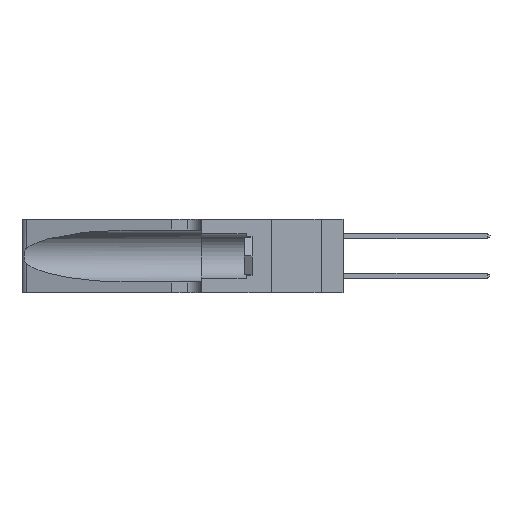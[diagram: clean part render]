
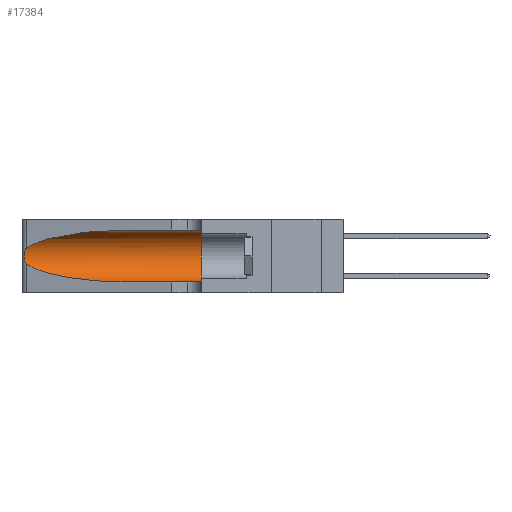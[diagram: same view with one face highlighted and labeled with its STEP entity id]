
A CAD part, left-side view. The second image highlights one B-rep face of the part: STEP entity #17384.
In plain terms, the highlighted cylindrical face has radius 3.308 mm (diameter 6.617 mm), a partial arc.
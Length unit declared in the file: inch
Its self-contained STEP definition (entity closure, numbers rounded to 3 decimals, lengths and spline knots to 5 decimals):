
#591 = AXIS2_PLACEMENT_3D ( 'NONE', #11539, #36962, #23404 ) ;
#915 = EDGE_CURVE ( 'NONE', #35335, #15838, #38245, .T. ) ;
#2262 = CARTESIAN_POINT ( 'NONE',  ( 0.25854, 1.2359, 0.20912 ) ) ;
#2458 = CARTESIAN_POINT ( 'NONE',  ( 0.1305, 1.61858, 0.31525 ) ) ;
#2749 = DIRECTION ( 'NONE',  ( 0., -1., 0. ) ) ;
#3942 = CARTESIAN_POINT ( 'NONE',  ( 0.2373, 1.15595, 0.28018 ) ) ;
#4699 =( BOUNDED_CURVE ( )  B_SPLINE_CURVE ( 3, ( #18034, #21627, #3942, #27728 ),
 .UNSPECIFIED., .F., .F. ) 
 B_SPLINE_CURVE_WITH_KNOTS ( ( 4, 4 ),
 ( 1.5708, 2.84003 ),
 .UNSPECIFIED. ) 
 CURVE ( )  GEOMETRIC_REPRESENTATION_ITEM ( )  RATIONAL_B_SPLINE_CURVE ( ( 1., 0.87, 0.87, 1. ) ) 
 REPRESENTATION_ITEM ( '' )  );
#5702 = CARTESIAN_POINT ( 'NONE',  ( 0.26018, 1.23835, 0.19895 ) ) ;
#6063 = ORIENTED_EDGE ( 'NONE', *, *, #38575, .T. ) ;
#6265 = CARTESIAN_POINT ( 'NONE',  ( 0.25555, 1.22994, 0.2215 ) ) ;
#6838 = CIRCLE ( 'NONE', #22255, 0.13025 ) ;
#6958 = CARTESIAN_POINT ( 'NONE',  ( 0.25487, 1.22718, 0.14631 ) ) ;
#8434 = VERTEX_POINT ( 'NONE', #20847 ) ;
#9385 = CARTESIAN_POINT ( 'NONE',  ( 0.25487, 1.22718, 0.14631 ) ) ;
#9562 = EDGE_CURVE ( 'NONE', #15838, #39638, #14419, .T. ) ;
#9673 = CARTESIAN_POINT ( 'NONE',  ( 0.26075, 1.23896, 0.19203 ) ) ;
#10363 = CARTESIAN_POINT ( 'NONE',  ( 0.18966, 0.96281, 0.05475 ) ) ;
#11539 = CARTESIAN_POINT ( 'NONE',  ( 0.1305, 1.61858, 0.185 ) ) ;
#12388 = CARTESIAN_POINT ( 'NONE',  ( 0.1305, 0.35, 0.31525 ) ) ;
#13059 = ORIENTED_EDGE ( 'NONE', *, *, #37657, .T. ) ;
#14419 = LINE ( 'NONE', #26678, #43262 ) ;
#15838 = VERTEX_POINT ( 'NONE', #40320 ) ;
#15856 = EDGE_LOOP ( 'NONE', ( #13059, #6063, #39964, #38201, #17528, #23026 ) ) ;
#15936 = CARTESIAN_POINT ( 'NONE',  ( 0.25639, 1.23184, 0.21858 ) ) ;
#17223 = VECTOR ( 'NONE', #2749, 39.37008 ) ;
#17384 = ADVANCED_FACE ( 'NONE', ( #25011 ), #39457, .F. ) ;
#17528 = ORIENTED_EDGE ( 'NONE', *, *, #41862, .F. ) ;
#18034 = CARTESIAN_POINT ( 'NONE',  ( 0.1305, 0.72297, 0.31525 ) ) ;
#19190 = CARTESIAN_POINT ( 'NONE',  ( 0.25555, 1.22993, 0.14849 ) ) ;
#19482 = CARTESIAN_POINT ( 'NONE',  ( 0.25639, 1.23186, 0.15144 ) ) ;
#20022 = CARTESIAN_POINT ( 'NONE',  ( 0.1305, 0.35, 0.185 ) ) ;
#20188 = CARTESIAN_POINT ( 'NONE',  ( 0.2373, 1.15595, 0.08982 ) ) ;
#20744 = EDGE_CURVE ( 'NONE', #8434, #35302, #36426, .T. ) ;
#20847 = CARTESIAN_POINT ( 'NONE',  ( 0.1305, 0.72297, 0.31525 ) ) ;
#21627 = CARTESIAN_POINT ( 'NONE',  ( 0.18966, 0.96281, 0.31525 ) ) ;
#21764 = VERTEX_POINT ( 'NONE', #28469 ) ;
#22255 = AXIS2_PLACEMENT_3D ( 'NONE', #20022, #30312, #37185 ) ;
#22928 = CARTESIAN_POINT ( 'NONE',  ( 0.25487, 1.22718, 0.14631 ) ) ;
#23026 = ORIENTED_EDGE ( 'NONE', *, *, #20744, .F. ) ;
#23404 = DIRECTION ( 'NONE',  ( 0., 0., -1. ) ) ;
#25011 = FACE_OUTER_BOUND ( 'NONE', #15856, .T. ) ;
#26230 = CARTESIAN_POINT ( 'NONE',  ( 0.25789, 1.23486, 0.15765 ) ) ;
#26650 = CARTESIAN_POINT ( 'NONE',  ( 0.25487, 1.22718, 0.22369 ) ) ;
#26678 = CARTESIAN_POINT ( 'NONE',  ( 0.1305, 1.61858, 0.05475 ) ) ;
#27728 = CARTESIAN_POINT ( 'NONE',  ( 0.25487, 1.22718, 0.22369 ) ) ;
#28469 = CARTESIAN_POINT ( 'NONE',  ( 0.25487, 1.22718, 0.22369 ) ) ;
#30061 = CARTESIAN_POINT ( 'NONE',  ( 0.25787, 1.23484, 0.2124 ) ) ;
#30083 = DIRECTION ( 'NONE',  ( 0., -1., 0. ) ) ;
#30312 = DIRECTION ( 'NONE',  ( 0., 1., 0. ) ) ;
#33520 = CARTESIAN_POINT ( 'NONE',  ( 0.26075, 1.23896, 0.178 ) ) ;
#35302 = VERTEX_POINT ( 'NONE', #12388 ) ;
#35335 = VERTEX_POINT ( 'NONE', #9385 ) ;
#36426 = LINE ( 'NONE', #2458, #17223 ) ;
#36935 = CARTESIAN_POINT ( 'NONE',  ( 0.26017, 1.23833, 0.17102 ) ) ;
#36962 = DIRECTION ( 'NONE',  ( 0., -1., 0. ) ) ;
#37185 = DIRECTION ( 'NONE',  ( 0., 0., 1. ) ) ;
#37657 = EDGE_CURVE ( 'NONE', #8434, #21764, #4699, .T. ) ;
#38201 = ORIENTED_EDGE ( 'NONE', *, *, #9562, .T. ) ;
#38245 =( BOUNDED_CURVE ( )  B_SPLINE_CURVE ( 3, ( #6958, #20188, #10363, #44105 ),
 .UNSPECIFIED., .F., .F. ) 
 B_SPLINE_CURVE_WITH_KNOTS ( ( 4, 4 ),
 ( 3.44316, 4.71239 ),
 .UNSPECIFIED. ) 
 CURVE ( )  GEOMETRIC_REPRESENTATION_ITEM ( )  RATIONAL_B_SPLINE_CURVE ( ( 1., 0.87, 0.87, 1. ) ) 
 REPRESENTATION_ITEM ( '' )  );
#38575 = EDGE_CURVE ( 'NONE', #21764, #35335, #38824, .T. ) ;
#38824 = B_SPLINE_CURVE_WITH_KNOTS ( 'NONE', 3,
 ( #26650, #6265, #15936, #30061, #2262, #5702, #9673, #33520, #36935, #39648, #26230, #19482, #19190, #22928 ),
 .UNSPECIFIED., .F., .F.,
 ( 4, 2, 2, 2, 2, 2, 4 ),
 ( 0., 0.00027, 0.00053, 0.00107, 0.0016, 0.00187, 0.00214 ),
 .UNSPECIFIED. ) ;
#39457 = CYLINDRICAL_SURFACE ( 'NONE', #591, 0.13025 ) ;
#39638 = VERTEX_POINT ( 'NONE', #41949 ) ;
#39648 = CARTESIAN_POINT ( 'NONE',  ( 0.25856, 1.23593, 0.16098 ) ) ;
#39964 = ORIENTED_EDGE ( 'NONE', *, *, #915, .T. ) ;
#40320 = CARTESIAN_POINT ( 'NONE',  ( 0.1305, 0.72297, 0.05475 ) ) ;
#41862 = EDGE_CURVE ( 'NONE', #35302, #39638, #6838, .T. ) ;
#41949 = CARTESIAN_POINT ( 'NONE',  ( 0.1305, 0.35, 0.05475 ) ) ;
#43262 = VECTOR ( 'NONE', #30083, 39.37008 ) ;
#44105 = CARTESIAN_POINT ( 'NONE',  ( 0.1305, 0.72297, 0.05475 ) ) ;
